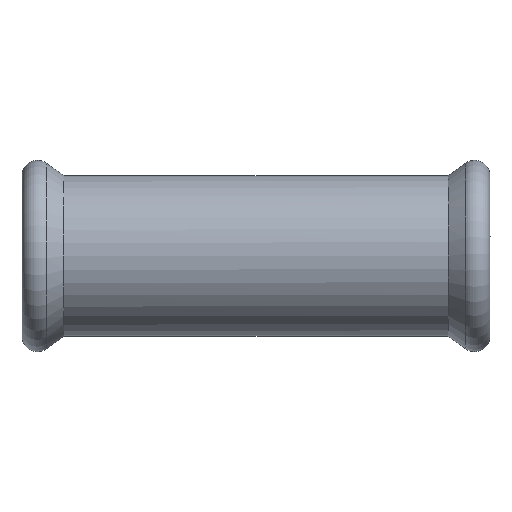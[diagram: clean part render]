
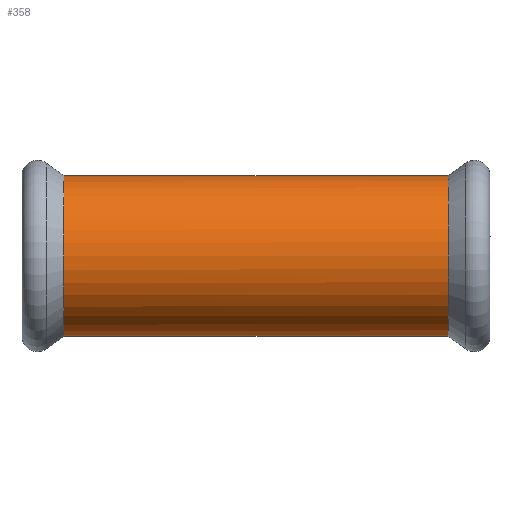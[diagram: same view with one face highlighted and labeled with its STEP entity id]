
A CAD part, front view. The second image highlights one B-rep face of the part: STEP entity #358.
In plain terms, the highlighted cylindrical face has radius 15.65 mm (diameter 31.3 mm), a full revolution.
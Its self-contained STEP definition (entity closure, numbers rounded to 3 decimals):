
#30=CYLINDRICAL_SURFACE('',#427,15.65);
#45=FACE_OUTER_BOUND('',#69,.T.);
#69=EDGE_LOOP('',(#276,#277,#278,#279,#280,#281));
#89=LINE('',#648,#101);
#101=VECTOR('',#535,15.65);
#119=CIRCLE('',#414,15.65);
#120=CIRCLE('',#415,15.65);
#126=CIRCLE('',#425,15.65);
#127=CIRCLE('',#426,15.65);
#154=VERTEX_POINT('',#623);
#155=VERTEX_POINT('',#625);
#160=VERTEX_POINT('',#642);
#161=VERTEX_POINT('',#644);
#192=EDGE_CURVE('',#154,#155,#119,.T.);
#193=EDGE_CURVE('',#155,#154,#120,.T.);
#201=EDGE_CURVE('',#160,#161,#126,.T.);
#202=EDGE_CURVE('',#161,#160,#127,.T.);
#203=EDGE_CURVE('',#161,#155,#89,.T.);
#276=ORIENTED_EDGE('',*,*,#202,.F.);
#277=ORIENTED_EDGE('',*,*,#203,.T.);
#278=ORIENTED_EDGE('',*,*,#192,.F.);
#279=ORIENTED_EDGE('',*,*,#193,.F.);
#280=ORIENTED_EDGE('',*,*,#203,.F.);
#281=ORIENTED_EDGE('',*,*,#201,.F.);
#358=ADVANCED_FACE('',(#45),#30,.T.);
#414=AXIS2_PLACEMENT_3D('',#626,#505,#506);
#415=AXIS2_PLACEMENT_3D('',#627,#507,#508);
#425=AXIS2_PLACEMENT_3D('',#645,#529,#530);
#426=AXIS2_PLACEMENT_3D('',#646,#531,#532);
#427=AXIS2_PLACEMENT_3D('',#647,#533,#534);
#505=DIRECTION('center_axis',(-1.,0.,0.));
#506=DIRECTION('ref_axis',(0.,1.,0.));
#507=DIRECTION('center_axis',(-1.,0.,0.));
#508=DIRECTION('ref_axis',(0.,1.,0.));
#529=DIRECTION('center_axis',(1.,0.,0.));
#530=DIRECTION('ref_axis',(0.,-1.,0.));
#531=DIRECTION('center_axis',(1.,0.,0.));
#532=DIRECTION('ref_axis',(0.,-1.,0.));
#533=DIRECTION('center_axis',(1.,0.,0.));
#534=DIRECTION('ref_axis',(0.,1.,0.));
#535=DIRECTION('',(-1.,0.,0.));
#623=CARTESIAN_POINT('',(-37.341,-13.734,7.503));
#625=CARTESIAN_POINT('',(-37.341,-15.65,0.));
#626=CARTESIAN_POINT('Origin',(-37.341,0.,0.));
#627=CARTESIAN_POINT('Origin',(-37.341,0.,0.));
#642=CARTESIAN_POINT('',(37.341,-13.734,-7.503));
#644=CARTESIAN_POINT('',(37.341,-15.65,0.));
#645=CARTESIAN_POINT('Origin',(37.341,0.,0.));
#646=CARTESIAN_POINT('Origin',(37.341,0.,0.));
#647=CARTESIAN_POINT('Origin',(0.,0.,0.));
#648=CARTESIAN_POINT('',(0.,-15.65,0.));
